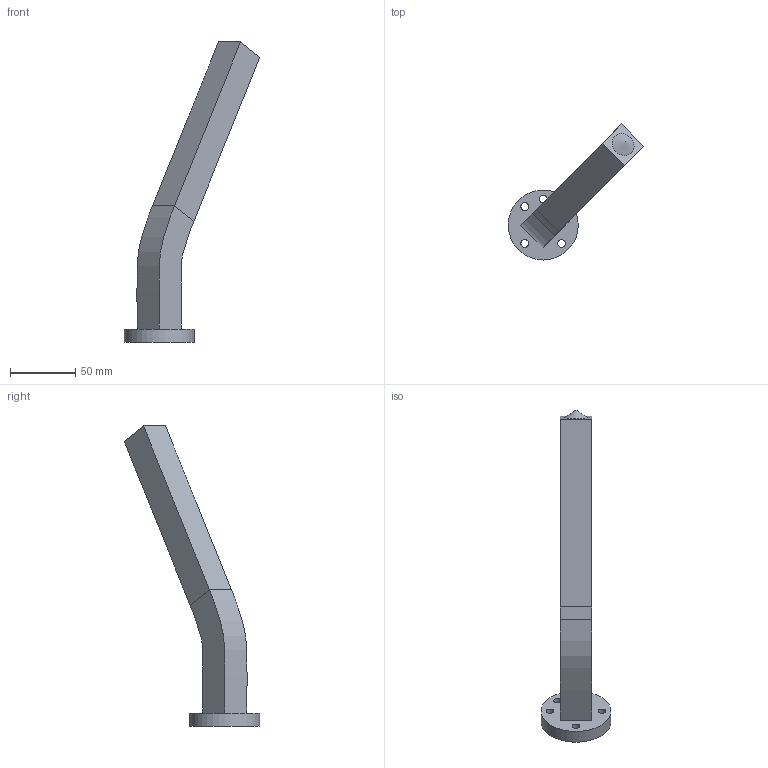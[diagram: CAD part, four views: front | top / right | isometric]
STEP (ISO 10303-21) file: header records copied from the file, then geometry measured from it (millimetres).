
FILE_DESCRIPTION(/* description */ ('STEP AP242','CAx-IF Rec.Pracs.---Representation and Presentation of Product Manufacturing Information (PMI)---4.0---2014-10-13','CAx-IF Rec.Pracs.---3D Tessellated Geometry---0.4---2014-09-14','2;1'),/* implementation_level */ '2;1');
FILE_NAME(/* name */ '64fce82c10506448f5527ff5',/* time_stamp */ '2023-09-09T21:48:28Z',/* author */ (''),/* organization */ (''),/* preprocessor_version */ 'ST-DEVELOPER v19.4',/* originating_system */ ' ',/* authorisation */ ' ');
FILE_SCHEMA (('AP242_MANAGED_MODEL_BASED_3D_ENGINEERING_MIM_LF { 1 0 10303 442 1 1 4 }'));
Length unit declared in the file: metre
Products named in the file (5): Assembly 1; Part 1
Assembly tree (4 placements, depth 2):
  Assembly 1
    Part 1
    Part 1
    Part 1
    Part 1
Bounding box: 104.25 x 104.25 x 230.88 mm (x, y, z)
Volume: 94431 mm3; surface area: 47721.9 mm2
Topology: 4 solids, 4 shells, 33 faces, 66 edges, 44 vertices
Faces by surface type: plane 19, cylinder 10, bspline 3, cone 1
Full cylindrical faces by diameter (mm): 6 x5, 13 x1, 19.7 x1, 19.9 x1, 20 x1, 53.8 x1
Entity records: 1219 total; most frequent: CARTESIAN_POINT 430, DIRECTION 142, ORIENTED_EDGE 106, FACE_BOUND 61, EDGE_LOOP 60, AXIS2_PLACEMENT_3D 58, EDGE_CURVE 53, VERTEX_POINT 44
